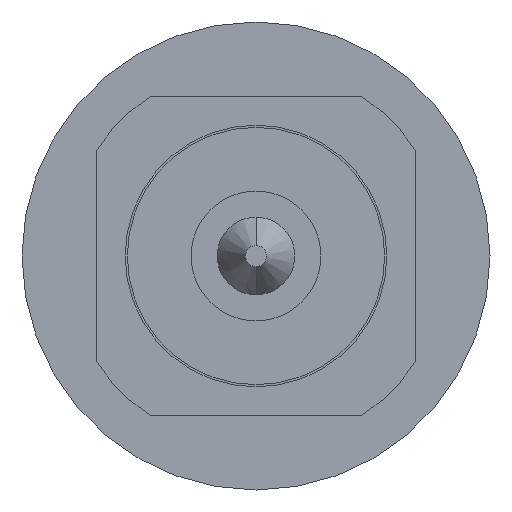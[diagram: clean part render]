
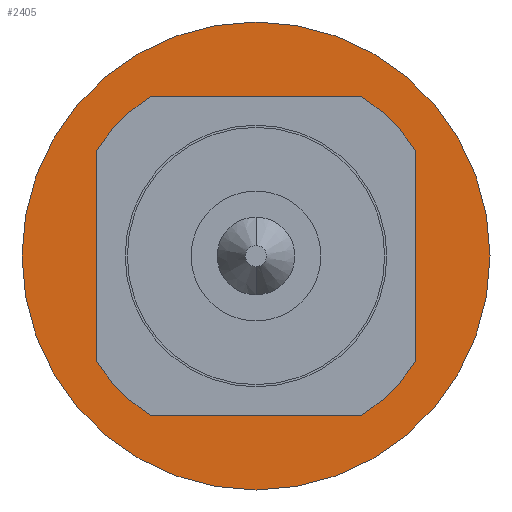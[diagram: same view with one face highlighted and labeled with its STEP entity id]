
A CAD part, front view. The second image highlights one B-rep face of the part: STEP entity #2405.
In plain terms, the highlighted planar face has unit normal (0, -1, 0).
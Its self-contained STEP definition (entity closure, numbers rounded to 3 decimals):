
#66 = CARTESIAN_POINT ( 'NONE',  ( 0., -8.7, -2.2 ) ) ;
#107 = CARTESIAN_POINT ( 'NONE',  ( 2.2, -8.7, 0. ) ) ;
#113 = VECTOR ( 'NONE', #2261, 1000. ) ;
#136 = ORIENTED_EDGE ( 'NONE', *, *, #458, .T. ) ;
#139 = VERTEX_POINT ( 'NONE', #1830 ) ;
#144 = CARTESIAN_POINT ( 'NONE',  ( 0., -8.7, 2.2 ) ) ;
#154 = CIRCLE ( 'NONE', #2119, 2.2 ) ;
#196 = ORIENTED_EDGE ( 'NONE', *, *, #3612, .F. ) ;
#229 = DIRECTION ( 'NONE',  ( 0., 0., 1. ) ) ;
#353 = VERTEX_POINT ( 'NONE', #1297 ) ;
#355 = DIRECTION ( 'NONE',  ( 0., 0., 1. ) ) ;
#458 = EDGE_CURVE ( 'Defeature ausgef�hrt2_16+Defeature ausgef�hrt2_10+Defeature ausgef�hrt2_20+Defeature ausgef�hrt2_19', #497, #2945, #3419, .T. ) ;
#497 = VERTEX_POINT ( 'NONE', #1533 ) ;
#540 = DIRECTION ( 'NONE',  ( 0., 0., -1. ) ) ;
#573 = LINE ( 'NONE', #629, #113 ) ;
#629 = CARTESIAN_POINT ( 'NONE',  ( 2.201, -8.7, 1.5 ) ) ;
#634 = EDGE_CURVE ( 'Defeature ausgef�hrt2_15+Defeature ausgef�hrt2_16+Defeature ausgef�hrt2_16+Defeature ausgef�hrt2_16', #2933, #1162, #1994, .T. ) ;
#827 = LINE ( 'NONE', #4105, #1397 ) ;
#908 = CARTESIAN_POINT ( 'NONE',  ( 0., -8.7, 0. ) ) ;
#954 = ORIENTED_EDGE ( 'NONE', *, *, #2606, .F. ) ;
#1006 = EDGE_CURVE ( 'Defeature ausgef�hrt2_18+Defeature ausgef�hrt2_16+Defeature ausgef�hrt2_8+Defeature ausgef�hrt2_11', #1258, #139, #827, .T. ) ;
#1128 = DIRECTION ( 'NONE',  ( 0., 0., 1. ) ) ;
#1139 = PLANE ( 'NONE',  #3343 ) ;
#1143 = DIRECTION ( 'NONE',  ( 0., 1., 0. ) ) ;
#1162 = VERTEX_POINT ( 'NONE', #66 ) ;
#1164 = EDGE_LOOP ( 'NONE', ( #1587, #196, #3632, #3938, #136, #954, #2000, #2432 ) ) ;
#1258 = VERTEX_POINT ( 'NONE', #3963 ) ;
#1274 = ORIENTED_EDGE ( 'NONE', *, *, #634, .F. ) ;
#1297 = CARTESIAN_POINT ( 'NONE',  ( 0.995, -8.7, 1.5 ) ) ;
#1309 = DIRECTION ( 'NONE',  ( 0., 0., 1. ) ) ;
#1325 = VERTEX_POINT ( 'NONE', #3338 ) ;
#1397 = VECTOR ( 'NONE', #540, 1000. ) ;
#1462 = DIRECTION ( 'NONE',  ( 0., 0., 1. ) ) ;
#1494 = DIRECTION ( 'NONE',  ( 0., 1., 0. ) ) ;
#1533 = CARTESIAN_POINT ( 'NONE',  ( 1.5, -8.7, -0.995 ) ) ;
#1587 = ORIENTED_EDGE ( 'NONE', *, *, #1838, .T. ) ;
#1595 = CARTESIAN_POINT ( 'NONE',  ( -0.995, -8.7, 1.5 ) ) ;
#1707 = DIRECTION ( 'NONE',  ( 0., 1., 0. ) ) ;
#1752 = CARTESIAN_POINT ( 'NONE',  ( -0.995, -8.7, -1.5 ) ) ;
#1830 = CARTESIAN_POINT ( 'NONE',  ( -1.5, -8.7, -0.995 ) ) ;
#1838 = EDGE_CURVE ( 'Defeature ausgef�hrt2_16+Defeature ausgef�hrt2_8+Defeature ausgef�hrt2_18+Defeature ausgef�hrt2_21', #1258, #2225, #3554, .T. ) ;
#1899 = FACE_OUTER_BOUND ( 'NONE', #1970, .T. ) ;
#1903 = DIRECTION ( 'NONE',  ( 0., 1., 0. ) ) ;
#1918 = EDGE_CURVE ( 'Defeature ausgef�hrt2_15+Defeature ausgef�hrt2_16+Defeature ausgef�hrt2_16+Defeature ausgef�hrt2_16', #1162, #2933, #154, .T. ) ;
#1920 = DIRECTION ( 'NONE',  ( 1., 0., 0. ) ) ;
#1970 = EDGE_LOOP ( 'NONE', ( #1274, #2419 ) ) ;
#1994 = CIRCLE ( 'NONE', #2597, 2.2 ) ;
#2000 = ORIENTED_EDGE ( 'NONE', *, *, #2794, .T. ) ;
#2119 = AXIS2_PLACEMENT_3D ( 'NONE', #2751, #1143, #1128 ) ;
#2150 = VECTOR ( 'NONE', #1920, 1000. ) ;
#2188 = DIRECTION ( 'NONE',  ( 0., 1., 0. ) ) ;
#2204 = FACE_BOUND ( 'NONE', #1164, .T. ) ;
#2225 = VERTEX_POINT ( 'NONE', #1595 ) ;
#2261 = DIRECTION ( 'NONE',  ( -1., 0., 0. ) ) ;
#2351 = LINE ( 'NONE', #4066, #2150 ) ;
#2355 = AXIS2_PLACEMENT_3D ( 'NONE', #4113, #2188, #2808 ) ;
#2405 = ADVANCED_FACE ( 'Defeature ausgef�hrt2_16', ( #1899, #2204 ), #1139, .F. ) ;
#2419 = ORIENTED_EDGE ( 'NONE', *, *, #1918, .F. ) ;
#2432 = ORIENTED_EDGE ( 'NONE', *, *, #1006, .F. ) ;
#2597 = AXIS2_PLACEMENT_3D ( 'NONE', #908, #1903, #3189 ) ;
#2606 = EDGE_CURVE ( 'Defeature ausgef�hrt2_19+Defeature ausgef�hrt2_16+Defeature ausgef�hrt2_11+Defeature ausgef�hrt2_10', #2890, #2945, #2351, .T. ) ;
#2706 = AXIS2_PLACEMENT_3D ( 'NONE', #3644, #1707, #3023 ) ;
#2751 = CARTESIAN_POINT ( 'NONE',  ( 0., -8.7, 0. ) ) ;
#2794 = EDGE_CURVE ( 'Defeature ausgef�hrt2_16+Defeature ausgef�hrt2_11+Defeature ausgef�hrt2_19+Defeature ausgef�hrt2_18', #2890, #139, #3913, .T. ) ;
#2808 = DIRECTION ( 'NONE',  ( 0., 0., 1. ) ) ;
#2890 = VERTEX_POINT ( 'NONE', #1752 ) ;
#2933 = VERTEX_POINT ( 'NONE', #144 ) ;
#2945 = VERTEX_POINT ( 'NONE', #4032 ) ;
#3023 = DIRECTION ( 'NONE',  ( 0., 0., 1. ) ) ;
#3055 = LINE ( 'NONE', #3907, #3352 ) ;
#3189 = DIRECTION ( 'NONE',  ( 0., 0., 1. ) ) ;
#3259 = CIRCLE ( 'NONE', #2355, 1.8 ) ;
#3338 = CARTESIAN_POINT ( 'NONE',  ( 1.5, -8.7, 0.995 ) ) ;
#3343 = AXIS2_PLACEMENT_3D ( 'NONE', #107, #3420, #229 ) ;
#3352 = VECTOR ( 'NONE', #355, 1000. ) ;
#3418 = EDGE_CURVE ( 'Defeature ausgef�hrt2_16+Defeature ausgef�hrt2_7+Defeature ausgef�hrt2_21+Defeature ausgef�hrt2_20', #353, #1325, #3259, .T. ) ;
#3419 = CIRCLE ( 'NONE', #4185, 1.8 ) ;
#3420 = DIRECTION ( 'NONE',  ( 0., 1., 0. ) ) ;
#3505 = AXIS2_PLACEMENT_3D ( 'NONE', #4014, #1494, #1462 ) ;
#3554 = CIRCLE ( 'NONE', #3505, 1.8 ) ;
#3568 = DIRECTION ( 'NONE',  ( 0., 1., 0. ) ) ;
#3612 = EDGE_CURVE ( 'Defeature ausgef�hrt2_21+Defeature ausgef�hrt2_16+Defeature ausgef�hrt2_7+Defeature ausgef�hrt2_8', #353, #2225, #573, .T. ) ;
#3632 = ORIENTED_EDGE ( 'NONE', *, *, #3418, .T. ) ;
#3633 = EDGE_CURVE ( 'Defeature ausgef�hrt2_20+Defeature ausgef�hrt2_16+Defeature ausgef�hrt2_10+Defeature ausgef�hrt2_7', #497, #1325, #3055, .T. ) ;
#3644 = CARTESIAN_POINT ( 'NONE',  ( 0., -8.7, 0. ) ) ;
#3907 = CARTESIAN_POINT ( 'NONE',  ( 1.5, -8.7, -2.201 ) ) ;
#3913 = CIRCLE ( 'NONE', #2706, 1.8 ) ;
#3925 = CARTESIAN_POINT ( 'NONE',  ( 0., -8.7, 0. ) ) ;
#3938 = ORIENTED_EDGE ( 'NONE', *, *, #3633, .F. ) ;
#3963 = CARTESIAN_POINT ( 'NONE',  ( -1.5, -8.7, 0.995 ) ) ;
#4014 = CARTESIAN_POINT ( 'NONE',  ( 0., -8.7, 0. ) ) ;
#4032 = CARTESIAN_POINT ( 'NONE',  ( 0.995, -8.7, -1.5 ) ) ;
#4066 = CARTESIAN_POINT ( 'NONE',  ( -2.201, -8.7, -1.5 ) ) ;
#4105 = CARTESIAN_POINT ( 'NONE',  ( -1.5, -8.7, 2.201 ) ) ;
#4113 = CARTESIAN_POINT ( 'NONE',  ( 0., -8.7, 0. ) ) ;
#4185 = AXIS2_PLACEMENT_3D ( 'NONE', #3925, #3568, #1309 ) ;
